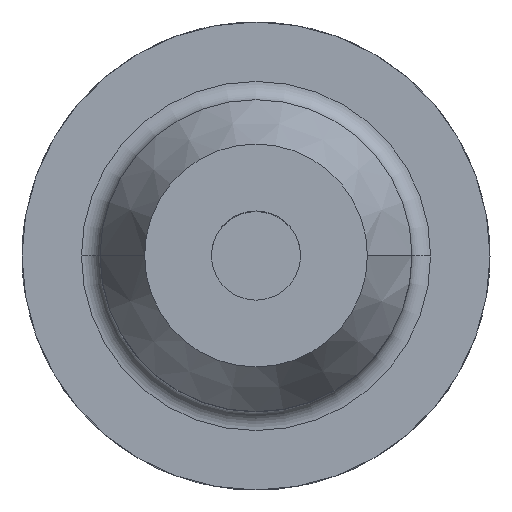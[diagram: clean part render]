
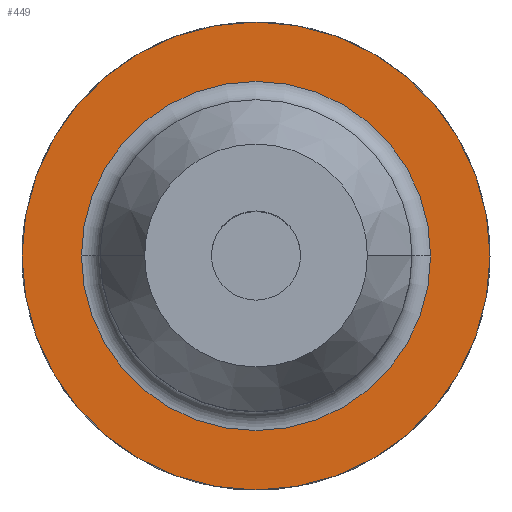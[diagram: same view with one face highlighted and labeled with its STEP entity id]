
A CAD part, top view. The second image highlights one B-rep face of the part: STEP entity #449.
In plain terms, the highlighted planar face has unit normal (0, 0, 1).
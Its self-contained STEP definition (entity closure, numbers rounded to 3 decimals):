
#28 = ORIENTED_EDGE ( 'NONE', *, *, #1275, .F. ) ;
#36 = CARTESIAN_POINT ( 'NONE',  ( 0., 0., 27. ) ) ;
#75 = CARTESIAN_POINT ( 'NONE',  ( 0., 21., 27. ) ) ;
#99 = CARTESIAN_POINT ( 'NONE',  ( 23.5, 0., 27. ) ) ;
#149 = DIRECTION ( 'NONE',  ( -1., 0., 0. ) ) ;
#209 = DIRECTION ( 'NONE',  ( -1., 0., 0. ) ) ;
#227 = CIRCLE ( 'NONE', #793, 23.5 ) ;
#273 = AXIS2_PLACEMENT_3D ( 'NONE', #970, #966, #209 ) ;
#290 = CARTESIAN_POINT ( 'NONE',  ( 0., 0., 27. ) ) ;
#306 = CIRCLE ( 'NONE', #401, 23.5 ) ;
#360 = AXIS2_PLACEMENT_3D ( 'NONE', #290, #1416, #921 ) ;
#367 = VERTEX_POINT ( 'NONE', #1250 ) ;
#401 = AXIS2_PLACEMENT_3D ( 'NONE', #36, #894, #149 ) ;
#417 = EDGE_CURVE ( 'NONE', #367, #1477, #306, .T. ) ;
#449 = ADVANCED_FACE ( 'NONE', ( #487, #564 ), #550, .F. ) ;
#482 = CIRCLE ( 'NONE', #273, 31.5 ) ;
#487 = FACE_BOUND ( 'NONE', #1033, .T. ) ;
#550 = PLANE ( 'NONE',  #1037 ) ;
#555 = ORIENTED_EDGE ( 'NONE', *, *, #1268, .T. ) ;
#564 = FACE_OUTER_BOUND ( 'NONE', #1541, .T. ) ;
#624 = ORIENTED_EDGE ( 'NONE', *, *, #417, .T. ) ;
#655 = DIRECTION ( 'NONE',  ( 0., 0., -1. ) ) ;
#683 = DIRECTION ( 'NONE',  ( 0., 0., -1. ) ) ;
#692 = CARTESIAN_POINT ( 'NONE',  ( 0., 0., 27. ) ) ;
#712 = CARTESIAN_POINT ( 'NONE',  ( -31.5, 0., 27. ) ) ;
#793 = AXIS2_PLACEMENT_3D ( 'NONE', #692, #655, #903 ) ;
#894 = DIRECTION ( 'NONE',  ( 0., 0., -1. ) ) ;
#903 = DIRECTION ( 'NONE',  ( -1., 0., 0. ) ) ;
#921 = DIRECTION ( 'NONE',  ( -1., 0., 0. ) ) ;
#943 = DIRECTION ( 'NONE',  ( -1., 0., 0. ) ) ;
#966 = DIRECTION ( 'NONE',  ( 0., 0., -1. ) ) ;
#970 = CARTESIAN_POINT ( 'NONE',  ( 0., 0., 27. ) ) ;
#1033 = EDGE_LOOP ( 'NONE', ( #624, #555 ) ) ;
#1037 = AXIS2_PLACEMENT_3D ( 'NONE', #75, #683, #943 ) ;
#1162 = ORIENTED_EDGE ( 'NONE', *, *, #1348, .F. ) ;
#1182 = VERTEX_POINT ( 'NONE', #1355 ) ;
#1250 = CARTESIAN_POINT ( 'NONE',  ( -23.5, 0., 27. ) ) ;
#1268 = EDGE_CURVE ( 'NONE', #1477, #367, #227, .T. ) ;
#1275 = EDGE_CURVE ( 'NONE', #1182, #1465, #1491, .T. ) ;
#1348 = EDGE_CURVE ( 'NONE', #1465, #1182, #482, .T. ) ;
#1355 = CARTESIAN_POINT ( 'NONE',  ( 31.5, 0., 27. ) ) ;
#1416 = DIRECTION ( 'NONE',  ( 0., 0., -1. ) ) ;
#1465 = VERTEX_POINT ( 'NONE', #712 ) ;
#1477 = VERTEX_POINT ( 'NONE', #99 ) ;
#1491 = CIRCLE ( 'NONE', #360, 31.5 ) ;
#1541 = EDGE_LOOP ( 'NONE', ( #1162, #28 ) ) ;
